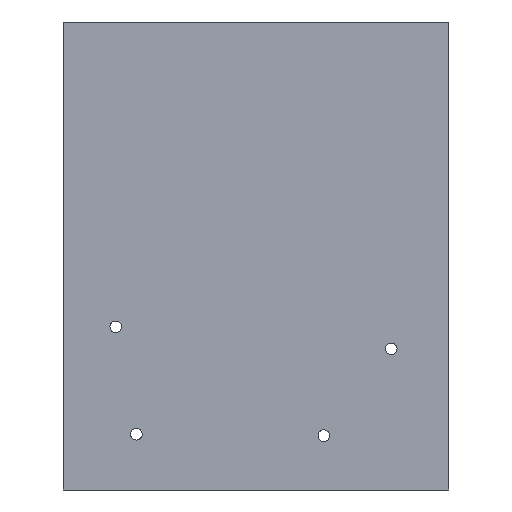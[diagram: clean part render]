
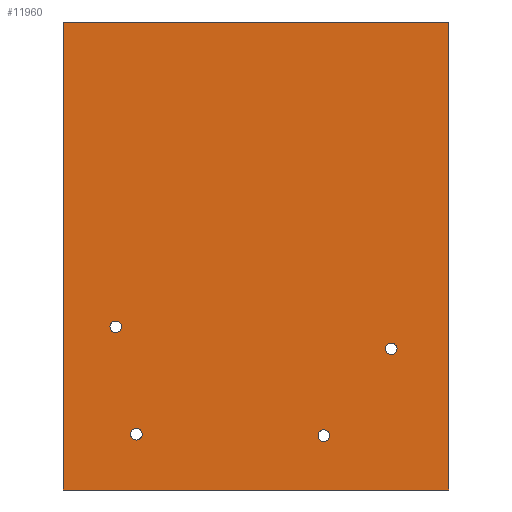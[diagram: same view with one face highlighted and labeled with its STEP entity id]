
A CAD part, front view. The second image highlights one B-rep face of the part: STEP entity #11960.
In plain terms, the highlighted planar face has unit normal (0, -1, 0).
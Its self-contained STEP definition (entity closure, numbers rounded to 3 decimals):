
#7098=CARTESIAN_POINT('POINT64',(43.815,-25.4,-122.86))
   ;
#7099=VERTEX_POINT('VERTEX64',#7098);
#7115=CARTESIAN_POINT('POINT66',(49.149,-25.4,-122.86))
   ;
#7116=VERTEX_POINT('VERTEX66',#7115);
#7123=CARTESIAN_POINT('POS61',(46.482,-25.4,-122.86));
#7124=DIRECTION('DIR103',(0.,1.,0.));
#7125=DIRECTION('DIR104',(1.,0.,0.));
#7126=AXIS2_PLACEMENT_3D('AXIS43',#7123,#7124,#7125);
#7127=CIRCLE('ELLIPSE28',#7126,2.667);
#7128=EDGE_CURVE('EDGE86',#7116,#7099,#7127,.F.);
#7147=CARTESIAN_POINT('POS64',(46.482,-25.4,-122.86));
#7148=DIRECTION('DIR109',(0.,1.,0.));
#7149=DIRECTION('DIR110',(1.,0.,0.));
#7150=AXIS2_PLACEMENT_3D('AXIS46',#7147,#7148,#7149);
#7151=CIRCLE('ELLIPSE30',#7150,2.667);
#7152=EDGE_CURVE('EDGE88',#7099,#7116,#7151,.F.);
#7157=CARTESIAN_POINT('POINT67',(12.7,-25.4,-162.89));
#7158=VERTEX_POINT('VERTEX67',#7157);
#7166=CARTESIAN_POINT('POINT68',(18.034,-25.4,-162.89))
   ;
#7167=VERTEX_POINT('VERTEX68',#7166);
#7174=CARTESIAN_POINT('POS67',(15.367,-25.4,-162.89));
#7175=DIRECTION('DIR113',(0.,1.,0.));
#7176=DIRECTION('DIR114',(1.,0.,0.));
#7177=AXIS2_PLACEMENT_3D('AXIS47',#7174,#7175,#7176);
#7178=CIRCLE('ELLIPSE31',#7177,2.667);
#7179=EDGE_CURVE('EDGE91',#7167,#7158,#7178,.F.);
#7192=CARTESIAN_POINT('POS69',(15.367,-25.4,-162.89));
#7193=DIRECTION('DIR117',(0.,1.,0.));
#7194=DIRECTION('DIR118',(1.,0.,0.));
#7195=AXIS2_PLACEMENT_3D('AXIS49',#7192,#7193,#7194);
#7196=CIRCLE('ELLIPSE32',#7195,2.667);
#7197=EDGE_CURVE('EDGE92',#7158,#7167,#7196,.F.);
#8417=CARTESIAN_POINT('POINT77',(-83.312,-25.4,-112.7)
   );
#8418=VERTEX_POINT('VERTEX77',#8417);
#8434=CARTESIAN_POINT('POINT79',(-77.978,-25.4,-112.7)
   );
#8435=VERTEX_POINT('VERTEX79',#8434);
#8442=CARTESIAN_POINT('POS75',(-80.645,-25.4,-112.7));
#8443=DIRECTION('DIR126',(0.,1.,0.));
#8444=DIRECTION('DIR127',(1.,0.,0.));
#8445=AXIS2_PLACEMENT_3D('AXIS52',#8442,#8443,#8444);
#8446=CIRCLE('ELLIPSE34',#8445,2.667);
#8447=EDGE_CURVE('EDGE110',#8435,#8418,#8446,.F.);
#8466=CARTESIAN_POINT('POS78',(-80.645,-25.4,-112.7));
#8467=DIRECTION('DIR132',(0.,1.,0.));
#8468=DIRECTION('DIR133',(1.,0.,0.));
#8469=AXIS2_PLACEMENT_3D('AXIS55',#8466,#8467,#8468);
#8470=CIRCLE('ELLIPSE36',#8469,2.667);
#8471=EDGE_CURVE('EDGE112',#8418,#8435,#8470,.F.);
#9822=CARTESIAN_POINT('POINT98',(-73.787,-25.4,-162.255)
   );
#9823=VERTEX_POINT('VERTEX98',#9822);
#9839=CARTESIAN_POINT('POINT100',(-68.453,-25.4,-162.255
   ));
#9840=VERTEX_POINT('VERTEX100',#9839);
#9847=CARTESIAN_POINT('POS106',(-71.12,-25.4,-162.255));
#9848=DIRECTION('DIR175',(0.,1.,0.));
#9849=DIRECTION('DIR176',(1.,0.,0.));
#9850=AXIS2_PLACEMENT_3D('AXIS70',#9847,#9848,#9849);
#9851=CIRCLE('ELLIPSE43',#9850,2.667);
#9852=EDGE_CURVE('EDGE146',#9840,#9823,#9851,.F.);
#11899=CARTESIAN_POINT('POINT156',(-104.775,-25.4,27.94))
   ;
#11900=VERTEX_POINT('VERTEX156',#11899);
#11901=CARTESIAN_POINT('POINT157',(72.923,-25.4,27.94));
#11902=VERTEX_POINT('VERTEX157',#11901);
#11903=CARTESIAN_POINT('POS181',(-52.388,-25.4,27.94));
#11904=DIRECTION('DIR289',(-1.,0.,0.));
#11905=VECTOR('VEC73',#11904,1.);
#11906=LINE('STRAIGHT73',#11903,#11905);
#11907=EDGE_CURVE('EDGE230',#11900,#11902,#11906,.F.);
#11908=ORIENTED_EDGE('COEDGE364',*,*,#11907,.F.);
#11909=CARTESIAN_POINT('POINT158',(-104.775,-25.4,-187.96
   ));
#11910=VERTEX_POINT('VERTEX158',#11909);
#11911=CARTESIAN_POINT('POS182',(-104.775,-25.4,-86.36));
#11912=DIRECTION('DIR290',(0.,0.,-1.));
#11913=VECTOR('VEC74',#11912,1.);
#11914=LINE('STRAIGHT74',#11911,#11913);
#11915=EDGE_CURVE('EDGE231',#11910,#11900,#11914,.F.);
#11916=ORIENTED_EDGE('COEDGE365',*,*,#11915,.F.);
#11917=CARTESIAN_POINT('POINT159',(72.923,-25.4,-187.96)
   );
#11918=VERTEX_POINT('VERTEX159',#11917);
#11919=CARTESIAN_POINT('POS183',(36.462,-25.4,-187.96));
#11920=DIRECTION('DIR291',(1.,0.,0.));
#11921=VECTOR('VEC75',#11920,1.);
#11922=LINE('STRAIGHT75',#11919,#11921);
#11923=EDGE_CURVE('EDGE232',#11918,#11910,#11922,.F.);
#11924=ORIENTED_EDGE('COEDGE366',*,*,#11923,.F.);
#11925=CARTESIAN_POINT('POS184',(72.923,-25.4,21.59));
#11926=DIRECTION('DIR292',(0.,0.,1.));
#11927=VECTOR('VEC76',#11926,1.);
#11928=LINE('STRAIGHT76',#11925,#11927);
#11929=EDGE_CURVE('EDGE233',#11902,#11918,#11928,.F.);
#11930=ORIENTED_EDGE('COEDGE367',*,*,#11929,.F.);
#11931=EDGE_LOOP('NONE',(#11908,#11916,#11924,#11930));
#11932=FACE_BOUND('LOOP1',#11931,.T.);
#11933=ORIENTED_EDGE('COEDGE368',*,*,#7197,.F.);
#11934=ORIENTED_EDGE('COEDGE369',*,*,#7179,.F.);
#11935=EDGE_LOOP('NONE',(#11933,#11934));
#11936=FACE_BOUND('LOOP1',#11935,.T.);
#11937=ORIENTED_EDGE('COEDGE370',*,*,#7152,.F.);
#11938=ORIENTED_EDGE('COEDGE371',*,*,#7128,.F.);
#11939=EDGE_LOOP('NONE',(#11937,#11938));
#11940=FACE_BOUND('LOOP1',#11939,.T.);
#11941=ORIENTED_EDGE('COEDGE372',*,*,#8471,.F.);
#11942=ORIENTED_EDGE('COEDGE373',*,*,#8447,.F.);
#11943=EDGE_LOOP('NONE',(#11941,#11942));
#11944=FACE_BOUND('LOOP1',#11943,.T.);
#11945=CARTESIAN_POINT('POS185',(-71.12,-25.4,-162.255))
   ;
#11946=DIRECTION('DIR293',(0.,1.,0.));
#11947=DIRECTION('DIR294',(1.,0.,0.));
#11948=AXIS2_PLACEMENT_3D('AXIS109',#11945,#11946,#11947);
#11949=CIRCLE('ELLIPSE61',#11948,2.667);
#11950=EDGE_CURVE('EDGE234',#9823,#9840,#11949,.F.);
#11951=ORIENTED_EDGE('COEDGE374',*,*,#11950,.F.);
#11952=ORIENTED_EDGE('COEDGE375',*,*,#9852,.F.);
#11953=EDGE_LOOP('NONE',(#11951,#11952));
#11954=FACE_BOUND('LOOP1',#11953,.T.);
#11955=CARTESIAN_POINT('POS186',(0.,-25.4,15.24));
#11956=DIRECTION('DIR295',(0.,1.,0.));
#11957=DIRECTION('DIR296',(1.,0.,0.));
#11958=AXIS2_PLACEMENT_3D('AXIS110',#11955,#11956,#11957);
#11959=PLANE('PLANE16',#11958);
#11960=ADVANCED_FACE('FACE86',(#11932,#11936,#11940,#11944,#11954),
   #11959,.F.);
